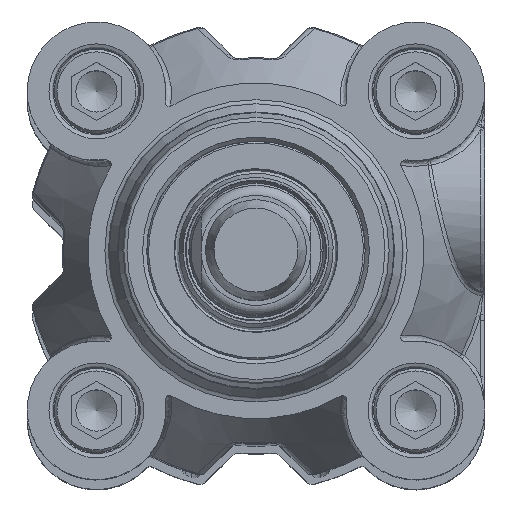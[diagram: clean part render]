
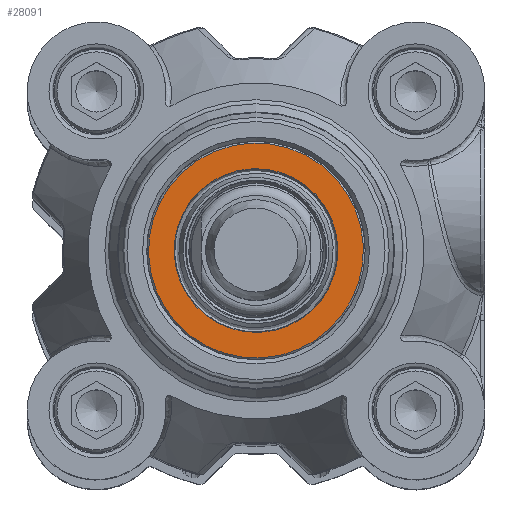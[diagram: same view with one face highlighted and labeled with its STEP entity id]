
A CAD part, top view. The second image highlights one B-rep face of the part: STEP entity #28091.
In plain terms, the highlighted planar face has unit normal (0, 0, 1).
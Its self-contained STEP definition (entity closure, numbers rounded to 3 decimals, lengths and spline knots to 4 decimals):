
#6763=FACE_BOUND($,#10340,.T.);
#8342=FACE_OUTER_BOUND($,#10339,.T.);
#10339=EDGE_LOOP($,(#25324));
#10340=EDGE_LOOP($,(#25325));
#11020=CIRCLE($,#29543,1.28);
#11022=CIRCLE($,#29546,0.975);
#13634=VERTEX_POINT($,#58085);
#13636=VERTEX_POINT($,#58090);
#17580=EDGE_CURVE($,#13634,#13634,#11020,.T.);
#17582=EDGE_CURVE($,#13636,#13636,#11022,.T.);
#25324=ORIENTED_EDGE($,*,*,#17580,.T.);
#25325=ORIENTED_EDGE($,*,*,#17582,.F.);
#26487=PLANE($,#29563);
#28091=ADVANCED_FACE($,(#8342,#6763),#26487,.F.);
#29543=AXIS2_PLACEMENT_3D($,#58086,#34039,#34040);
#29546=AXIS2_PLACEMENT_3D($,#58091,#34045,#34046);
#29563=AXIS2_PLACEMENT_3D($,#58116,#34079,#34080);
#34039=DIRECTION('center_axis',(0.,0.,1.));
#34040=DIRECTION('ref_axis',(0.734,0.679,0.));
#34045=DIRECTION('center_axis',(0.,0.,1.));
#34046=DIRECTION('ref_axis',(0.734,0.679,0.));
#34079=DIRECTION('center_axis',(0.,0.,-1.));
#34080=DIRECTION('ref_axis',(-1.,0.,0.));
#58085=CARTESIAN_POINT('',(0.94,0.8688,2.13));
#58086=CARTESIAN_POINT('Origin',(0.,0.,2.13));
#58090=CARTESIAN_POINT('',(0.716,0.6618,2.13));
#58091=CARTESIAN_POINT('Origin',(0.,0.,2.13));
#58116=CARTESIAN_POINT('Origin',(-0.8688,0.94,2.13));
